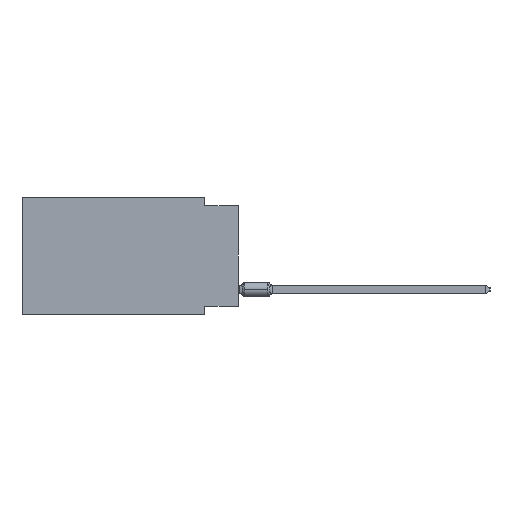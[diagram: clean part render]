
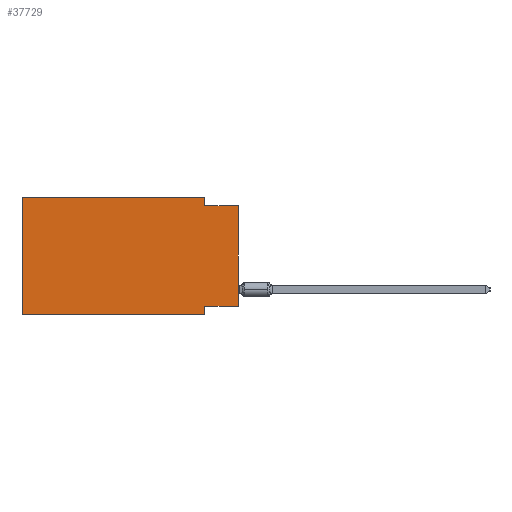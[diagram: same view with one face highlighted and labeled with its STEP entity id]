
A CAD part, left-side view. The second image highlights one B-rep face of the part: STEP entity #37729.
In plain terms, the highlighted planar face has unit normal (-1, 0, 0).
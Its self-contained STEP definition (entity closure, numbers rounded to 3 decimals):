
#637 = LINE ( 'NONE', #64897, #24348 ) ;
#3941 = EDGE_CURVE ( 'NONE', #58202, #86351, #54458, .T. ) ;
#3987 = CARTESIAN_POINT ( 'NONE',  ( 0., 2.54, -0.635 ) ) ;
#5669 = ORIENTED_EDGE ( 'NONE', *, *, #3941, .F. ) ;
#7229 = ORIENTED_EDGE ( 'NONE', *, *, #43065, .F. ) ;
#10294 = CARTESIAN_POINT ( 'NONE',  ( 0., 0., -0.635 ) ) ;
#10327 = VECTOR ( 'NONE', #30985, 1000. ) ;
#10988 = EDGE_CURVE ( 'NONE', #73785, #21802, #20493, .T. ) ;
#12215 = DIRECTION ( 'NONE',  ( 0., 0., -1. ) ) ;
#12400 = VERTEX_POINT ( 'NONE', #29546 ) ;
#15699 = DIRECTION ( 'NONE',  ( 0., 0., -1. ) ) ;
#17089 = VECTOR ( 'NONE', #40607, 1000. ) ;
#18513 = ORIENTED_EDGE ( 'NONE', *, *, #65669, .T. ) ;
#19443 = EDGE_CURVE ( 'NONE', #48501, #54911, #637, .T. ) ;
#19536 = VECTOR ( 'NONE', #79634, 1000. ) ;
#20493 = LINE ( 'NONE', #70503, #78613 ) ;
#21802 = VERTEX_POINT ( 'NONE', #46490 ) ;
#24348 = VECTOR ( 'NONE', #97044, 1000. ) ;
#28920 = CARTESIAN_POINT ( 'NONE',  ( 0., 0., 0. ) ) ;
#29546 = CARTESIAN_POINT ( 'NONE',  ( 0., 16.383, 0. ) ) ;
#29917 = LINE ( 'NONE', #62574, #77188 ) ;
#30985 = DIRECTION ( 'NONE',  ( 0., 0., 1. ) ) ;
#33658 = VECTOR ( 'NONE', #15699, 1000. ) ;
#33750 = ORIENTED_EDGE ( 'NONE', *, *, #10988, .F. ) ;
#37729 = ADVANCED_FACE ( 'NONE', ( #52255 ), #67029, .F. ) ;
#39749 = EDGE_CURVE ( 'NONE', #48501, #12400, #87037, .T. ) ;
#40607 = DIRECTION ( 'NONE',  ( 0., 0., -1. ) ) ;
#42477 = AXIS2_PLACEMENT_3D ( 'NONE', #99175, #100204, #12215 ) ;
#43065 = EDGE_CURVE ( 'NONE', #12400, #58202, #29917, .T. ) ;
#44725 = LINE ( 'NONE', #28920, #10327 ) ;
#44770 = ORIENTED_EDGE ( 'NONE', *, *, #39749, .F. ) ;
#46490 = CARTESIAN_POINT ( 'NONE',  ( 0., 2.54, -8.255 ) ) ;
#47317 = LINE ( 'NONE', #63122, #33658 ) ;
#48501 = VERTEX_POINT ( 'NONE', #51089 ) ;
#50200 = ORIENTED_EDGE ( 'NONE', *, *, #100340, .F. ) ;
#51089 = CARTESIAN_POINT ( 'NONE',  ( 0., 16.383, -8.89 ) ) ;
#51744 = VERTEX_POINT ( 'NONE', #62538 ) ;
#52255 = FACE_OUTER_BOUND ( 'NONE', #83005, .T. ) ;
#54458 = LINE ( 'NONE', #92961, #17089 ) ;
#54911 = VERTEX_POINT ( 'NONE', #55479 ) ;
#55479 = CARTESIAN_POINT ( 'NONE',  ( 0., 2.54, -8.89 ) ) ;
#58202 = VERTEX_POINT ( 'NONE', #73126 ) ;
#62538 = CARTESIAN_POINT ( 'NONE',  ( 0., 0., -0.635 ) ) ;
#62574 = CARTESIAN_POINT ( 'NONE',  ( 0., 16.383, 0. ) ) ;
#63122 = CARTESIAN_POINT ( 'NONE',  ( 0., 2.54, -8.89 ) ) ;
#64897 = CARTESIAN_POINT ( 'NONE',  ( 0., 16.383, -8.89 ) ) ;
#65669 = EDGE_CURVE ( 'NONE', #73785, #51744, #44725, .T. ) ;
#67029 = PLANE ( 'NONE',  #42477 ) ;
#70503 = CARTESIAN_POINT ( 'NONE',  ( 0., 0., -8.255 ) ) ;
#70951 = EDGE_CURVE ( 'NONE', #86351, #51744, #82474, .T. ) ;
#73126 = CARTESIAN_POINT ( 'NONE',  ( 0., 2.54, 0. ) ) ;
#73785 = VERTEX_POINT ( 'NONE', #81316 ) ;
#76307 = DIRECTION ( 'NONE',  ( 0., 1., 0. ) ) ;
#77188 = VECTOR ( 'NONE', #78365, 1000. ) ;
#78365 = DIRECTION ( 'NONE',  ( 0., -1., 0. ) ) ;
#78613 = VECTOR ( 'NONE', #76307, 1000. ) ;
#79634 = DIRECTION ( 'NONE',  ( 0., 0., 1. ) ) ;
#80152 = CARTESIAN_POINT ( 'NONE',  ( 0., 16.383, 0. ) ) ;
#81316 = CARTESIAN_POINT ( 'NONE',  ( 0., 0., -8.255 ) ) ;
#81551 = ORIENTED_EDGE ( 'NONE', *, *, #70951, .F. ) ;
#82474 = LINE ( 'NONE', #10294, #83410 ) ;
#83005 = EDGE_LOOP ( 'NONE', ( #18513, #81551, #5669, #7229, #44770, #98376, #50200, #33750 ) ) ;
#83410 = VECTOR ( 'NONE', #97242, 1000. ) ;
#86351 = VERTEX_POINT ( 'NONE', #3987 ) ;
#87037 = LINE ( 'NONE', #80152, #19536 ) ;
#92961 = CARTESIAN_POINT ( 'NONE',  ( 0., 2.54, 0. ) ) ;
#97044 = DIRECTION ( 'NONE',  ( 0., -1., 0. ) ) ;
#97242 = DIRECTION ( 'NONE',  ( 0., -1., 0. ) ) ;
#98376 = ORIENTED_EDGE ( 'NONE', *, *, #19443, .T. ) ;
#99175 = CARTESIAN_POINT ( 'NONE',  ( 0., 16.383, 0. ) ) ;
#100204 = DIRECTION ( 'NONE',  ( 1., 0., 0. ) ) ;
#100340 = EDGE_CURVE ( 'NONE', #21802, #54911, #47317, .T. ) ;
